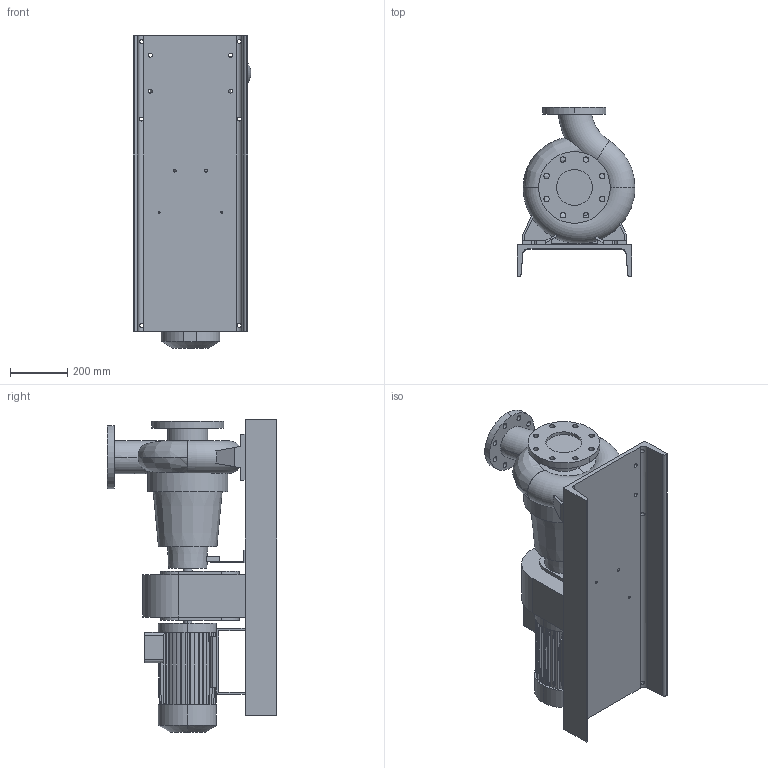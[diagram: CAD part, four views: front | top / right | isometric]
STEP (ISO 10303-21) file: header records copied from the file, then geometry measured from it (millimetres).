
FILE_DESCRIPTION (( 'STEP AP203' ), '1' );
FILE_NAME ('10018071swa00.step', '2023-07-07T12:26:26', ( '' ), ( '' ), 'SwSTEP 2.0', 'SolidWorks 2020', '' );
FILE_SCHEMA (( 'CONFIG_CONTROL_DESIGN' ));
Length unit declared in the file: millimetre
Products named in the file (5): 10012573swp00_360; 10018071swa00; 10018097swp00_MCG 15 N4 100-200 100; 10018072swp00_100L; 10017783swp00_100-200
Assembly tree (4 placements, depth 2):
  10018071swa00
    10017783swp00_100-200
    10018097swp00_MCG 15 N4 100-200 100
    10018072swp00_100L
    10012573swp00_360
Bounding box: 410.8 x 590 x 1089 mm (x, y, z)
Volume: 62597620.5 mm3; surface area: 3211310.5 mm2
Topology: 5 solids, 5 shells, 568 faces, 1613 edges, 1072 vertices
Faces by surface type: plane 379, cylinder 174, cone 8, torus 5, bspline 2
Entity records: 21153 total; most frequent: CARTESIAN_POINT 5479, ORIENTED_EDGE 3226, DIRECTION 3054, EDGE_CURVE 1613, VECTOR 1184, LINE 1184, VERTEX_POINT 1072, AXIS2_PLACEMENT_3D 935
